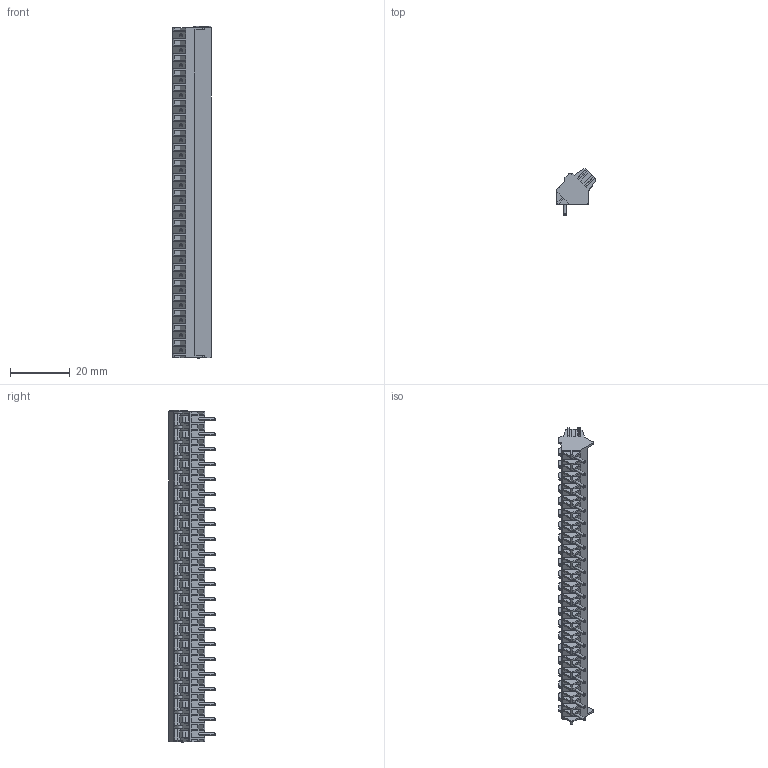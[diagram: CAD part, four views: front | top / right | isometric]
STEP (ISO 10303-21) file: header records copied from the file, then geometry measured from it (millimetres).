
FILE_DESCRIPTION((''),'2;1');
FILE_NAME('TL240','2024-11-13T',('yanfa'),(''),'PRO/ENGINEER BY PARAMETRIC TECHNOLOGY CORPORATION, 2009280','PRO/ENGINEER BY PARAMETRIC TECHNOLOGY CORPORATION, 2009280','');
FILE_SCHEMA(('AUTOMOTIVE_DESIGN_CC2 { 1 2 10303 214 -1 1 5 2 }'));
Products named in the file (1): TL240
Bounding box: 12.8 x 15.4 x 110.68 mm (x, y, z)
Volume: 8353.8 mm3; surface area: 9314.1 mm2
Topology: 1 solids, 1 shells, 2004 faces, 5739 edges, 3782 vertices
Faces by surface type: plane 1256, cylinder 528, torus 88, cone 88, bspline 44
Entity records: 67206 total; most frequent: CARTESIAN_POINT 13901, ORIENTED_EDGE 11478, DIRECTION 10935, EDGE_CURVE 5739, VECTOR 3935, LINE 3935, VERTEX_POINT 3782, AXIS2_PLACEMENT_3D 3500
